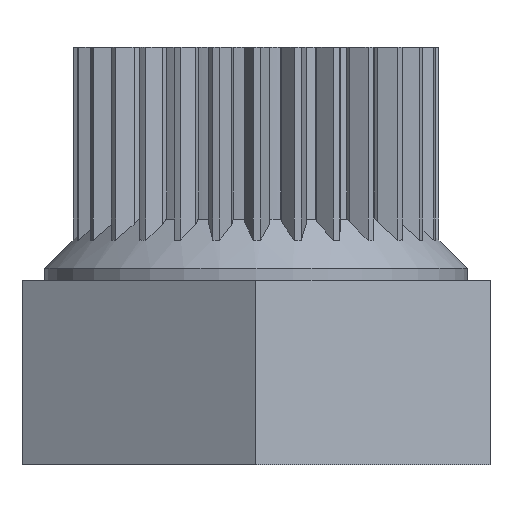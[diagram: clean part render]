
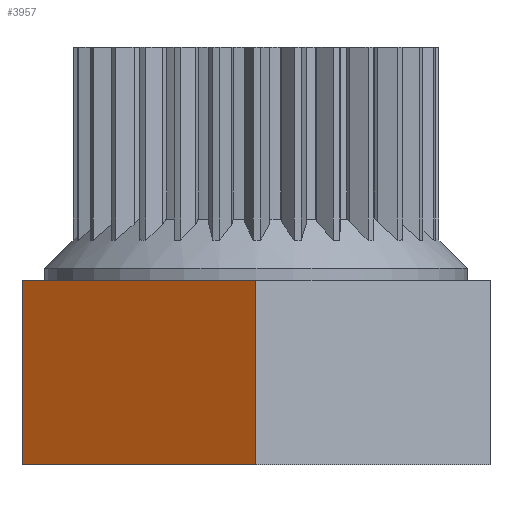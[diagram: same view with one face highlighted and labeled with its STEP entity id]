
A CAD part, left-side view. The second image highlights one B-rep face of the part: STEP entity #3957.
In plain terms, the highlighted planar face has unit normal (-0.866, 0.5, 0).
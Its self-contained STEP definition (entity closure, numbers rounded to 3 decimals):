
#192=PLANE('',#4239);
#370=FACE_OUTER_BOUND('',#579,.T.);
#579=EDGE_LOOP('',(#2973,#2974,#2975,#2976));
#874=LINE('',#6203,#1231);
#883=LINE('',#6223,#1240);
#884=LINE('',#6226,#1241);
#885=LINE('',#6227,#1242);
#1231=VECTOR('',#4909,10.);
#1240=VECTOR('',#4928,10.);
#1241=VECTOR('',#4931,10.);
#1242=VECTOR('',#4932,10.);
#1760=VERTEX_POINT('',#6193);
#1764=VERTEX_POINT('',#6201);
#1770=VERTEX_POINT('',#6221);
#1771=VERTEX_POINT('',#6225);
#2257=EDGE_CURVE('',#1760,#1764,#874,.T.);
#2267=EDGE_CURVE('',#1764,#1770,#883,.T.);
#2268=EDGE_CURVE('',#1771,#1770,#884,.T.);
#2269=EDGE_CURVE('',#1760,#1771,#885,.T.);
#2973=ORIENTED_EDGE('',*,*,#2257,.T.);
#2974=ORIENTED_EDGE('',*,*,#2267,.T.);
#2975=ORIENTED_EDGE('',*,*,#2268,.F.);
#2976=ORIENTED_EDGE('',*,*,#2269,.F.);
#3957=ADVANCED_FACE('',(#370),#192,.T.);
#4239=AXIS2_PLACEMENT_3D('',#6224,#4929,#4930);
#4909=DIRECTION('',(0.5,0.866,0.));
#4928=DIRECTION('',(0.,0.,-1.));
#4929=DIRECTION('center_axis',(-0.866,0.5,0.));
#4930=DIRECTION('ref_axis',(0.5,0.866,0.));
#4931=DIRECTION('',(0.5,0.866,0.));
#4932=DIRECTION('',(0.,0.,-1.));
#6193=CARTESIAN_POINT('',(-66.,0.,-19.));
#6201=CARTESIAN_POINT('',(-55.,19.053,-19.));
#6203=CARTESIAN_POINT('',(-66.,0.,-19.));
#6221=CARTESIAN_POINT('',(-55.,19.053,-34.));
#6223=CARTESIAN_POINT('',(-55.,19.053,-19.));
#6224=CARTESIAN_POINT('Origin',(-66.,0.,-19.));
#6225=CARTESIAN_POINT('',(-66.,0.,-34.));
#6226=CARTESIAN_POINT('',(-66.,0.,-34.));
#6227=CARTESIAN_POINT('',(-66.,0.,-19.));
